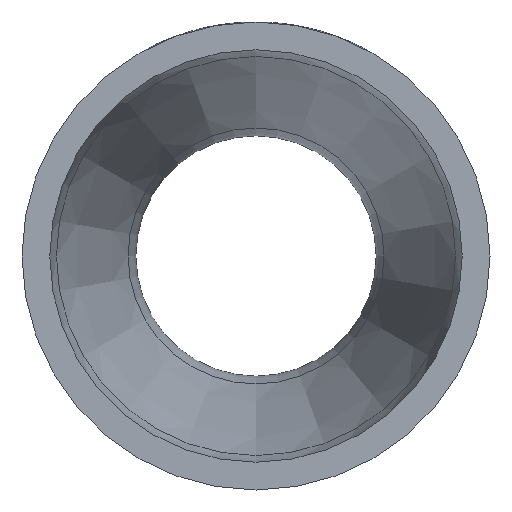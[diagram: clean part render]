
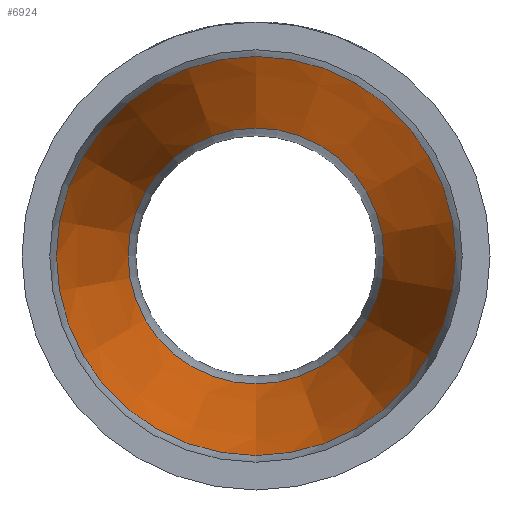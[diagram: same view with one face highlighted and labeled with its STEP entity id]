
A CAD part, front view. The second image highlights one B-rep face of the part: STEP entity #6924.
In plain terms, the highlighted conical face has half-angle 11.728 degrees and reference radius 14.37 mm.
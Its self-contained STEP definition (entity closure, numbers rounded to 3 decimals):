
#81 = EDGE_LOOP ( 'NONE', ( #13287 ) ) ;
#445 = CARTESIAN_POINT ( 'NONE',  ( 0., 12.175, 0. ) ) ;
#485 = CARTESIAN_POINT ( 'NONE',  ( 0., 37.012, 0. ) ) ;
#778 = ORIENTED_EDGE ( 'NONE', *, *, #12121, .F. ) ;
#1643 = DIRECTION ( 'NONE',  ( 0., -1., 0. ) ) ;
#2610 = DIRECTION ( 'NONE',  ( 0., 0., -1. ) ) ;
#3200 = VERTEX_POINT ( 'NONE', #3919 ) ;
#3501 = DIRECTION ( 'NONE',  ( 0., -1., 0. ) ) ;
#3622 = DIRECTION ( 'NONE',  ( 0., -1., 0. ) ) ;
#3919 = CARTESIAN_POINT ( 'NONE',  ( 0., 12.175, -14.37 ) ) ;
#4051 = EDGE_CURVE ( 'NONE', #3200, #3200, #8206, .T. ) ;
#4575 = CIRCLE ( 'NONE', #8764, 9.214 ) ;
#5511 = FACE_OUTER_BOUND ( 'NONE', #81, .T. ) ;
#5691 = VERTEX_POINT ( 'NONE', #7165 ) ;
#6696 = DIRECTION ( 'NONE',  ( 0., 0., -1. ) ) ;
#6924 = ADVANCED_FACE ( 'NONE', ( #9244, #5511 ), #11375, .F. ) ;
#7165 = CARTESIAN_POINT ( 'NONE',  ( 0., 37.012, -9.214 ) ) ;
#7602 = AXIS2_PLACEMENT_3D ( 'NONE', #9863, #3622, #13094 ) ;
#8206 = CIRCLE ( 'NONE', #7602, 14.37 ) ;
#8651 = AXIS2_PLACEMENT_3D ( 'NONE', #445, #3501, #6696 ) ;
#8764 = AXIS2_PLACEMENT_3D ( 'NONE', #485, #1643, #2610 ) ;
#9244 = FACE_BOUND ( 'NONE', #10240, .T. ) ;
#9863 = CARTESIAN_POINT ( 'NONE',  ( 0., 12.175, 0. ) ) ;
#10240 = EDGE_LOOP ( 'NONE', ( #778 ) ) ;
#11375 = CONICAL_SURFACE ( 'NONE', #8651, 14.37, 0.205 ) ;
#12121 = EDGE_CURVE ( 'NONE', #5691, #5691, #4575, .T. ) ;
#13094 = DIRECTION ( 'NONE',  ( 0., 0., -1. ) ) ;
#13287 = ORIENTED_EDGE ( 'NONE', *, *, #4051, .T. ) ;
